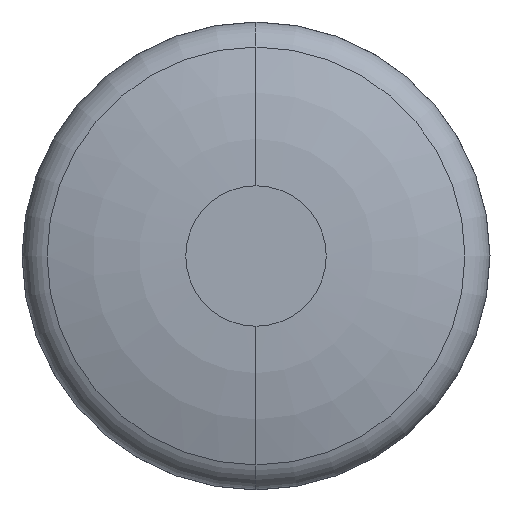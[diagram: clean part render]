
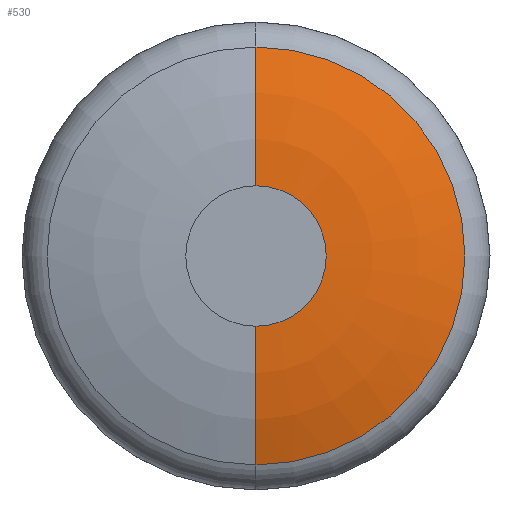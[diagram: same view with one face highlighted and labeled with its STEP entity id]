
A CAD part, front view. The second image highlights one B-rep face of the part: STEP entity #530.
In plain terms, the highlighted toroidal (fillet/blend) face has major radius 1.8 mm and minor radius 10.8 mm.
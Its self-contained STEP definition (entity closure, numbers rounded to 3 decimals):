
#23 = EDGE_CURVE ( 'NONE', #293, #323, #195, .T. ) ;
#24 = CARTESIAN_POINT ( 'NONE',  ( 0., 10.8, 1.8 ) ) ;
#63 = CIRCLE ( 'NONE', #426, 5.356 ) ;
#93 = ORIENTED_EDGE ( 'NONE', *, *, #464, .F. ) ;
#120 = AXIS2_PLACEMENT_3D ( 'NONE', #514, #344, #303 ) ;
#134 = CARTESIAN_POINT ( 'NONE',  ( 0., 0.602, -5.356 ) ) ;
#136 = CIRCLE ( 'NONE', #450, 10.8 ) ;
#144 = ORIENTED_EDGE ( 'NONE', *, *, #260, .T. ) ;
#145 = FACE_OUTER_BOUND ( 'NONE', #539, .T. ) ;
#183 = CARTESIAN_POINT ( 'NONE',  ( 0., 0., 0. ) ) ;
#195 = CIRCLE ( 'NONE', #262, 1.8 ) ;
#214 = DIRECTION ( 'NONE',  ( 0., -1., 0. ) ) ;
#215 = CARTESIAN_POINT ( 'NONE',  ( 0., 0., 1.8 ) ) ;
#226 = CARTESIAN_POINT ( 'NONE',  ( 0., 10.8, 0. ) ) ;
#229 = ORIENTED_EDGE ( 'NONE', *, *, #290, .T. ) ;
#260 = EDGE_CURVE ( 'NONE', #447, #493, #63, .T. ) ;
#262 = AXIS2_PLACEMENT_3D ( 'NONE', #183, #214, #349 ) ;
#263 = CARTESIAN_POINT ( 'NONE',  ( 0., 0.602, 5.356 ) ) ;
#267 = ORIENTED_EDGE ( 'NONE', *, *, #23, .F. ) ;
#268 = AXIS2_PLACEMENT_3D ( 'NONE', #226, #398, #272 ) ;
#272 = DIRECTION ( 'NONE',  ( 0., 0., -1. ) ) ;
#290 = EDGE_CURVE ( 'NONE', #493, #323, #136, .T. ) ;
#293 = VERTEX_POINT ( 'NONE', #535 ) ;
#303 = DIRECTION ( 'NONE',  ( 0., 0., 1. ) ) ;
#323 = VERTEX_POINT ( 'NONE', #215 ) ;
#324 = CARTESIAN_POINT ( 'NONE',  ( 0., 0.602, 0. ) ) ;
#334 = DIRECTION ( 'NONE',  ( 1., 0., 0. ) ) ;
#337 = TOROIDAL_SURFACE ( 'NONE', #268, 1.8, 10.8 ) ;
#344 = DIRECTION ( 'NONE',  ( -1., 0., 0. ) ) ;
#349 = DIRECTION ( 'NONE',  ( 0., 0., -1. ) ) ;
#368 = DIRECTION ( 'NONE',  ( 0., -1., 0. ) ) ;
#398 = DIRECTION ( 'NONE',  ( 0., -1., 0. ) ) ;
#413 = DIRECTION ( 'NONE',  ( 0., 0., -1. ) ) ;
#426 = AXIS2_PLACEMENT_3D ( 'NONE', #324, #368, #413 ) ;
#447 = VERTEX_POINT ( 'NONE', #134 ) ;
#450 = AXIS2_PLACEMENT_3D ( 'NONE', #24, #334, #489 ) ;
#464 = EDGE_CURVE ( 'NONE', #447, #293, #512, .T. ) ;
#489 = DIRECTION ( 'NONE',  ( 0., 0., -1. ) ) ;
#493 = VERTEX_POINT ( 'NONE', #263 ) ;
#512 = CIRCLE ( 'NONE', #120, 10.8 ) ;
#514 = CARTESIAN_POINT ( 'NONE',  ( 0., 10.8, -1.8 ) ) ;
#530 = ADVANCED_FACE ( 'NONE', ( #145 ), #337, .T. ) ;
#535 = CARTESIAN_POINT ( 'NONE',  ( 0., 0., -1.8 ) ) ;
#539 = EDGE_LOOP ( 'NONE', ( #144, #229, #267, #93 ) ) ;
